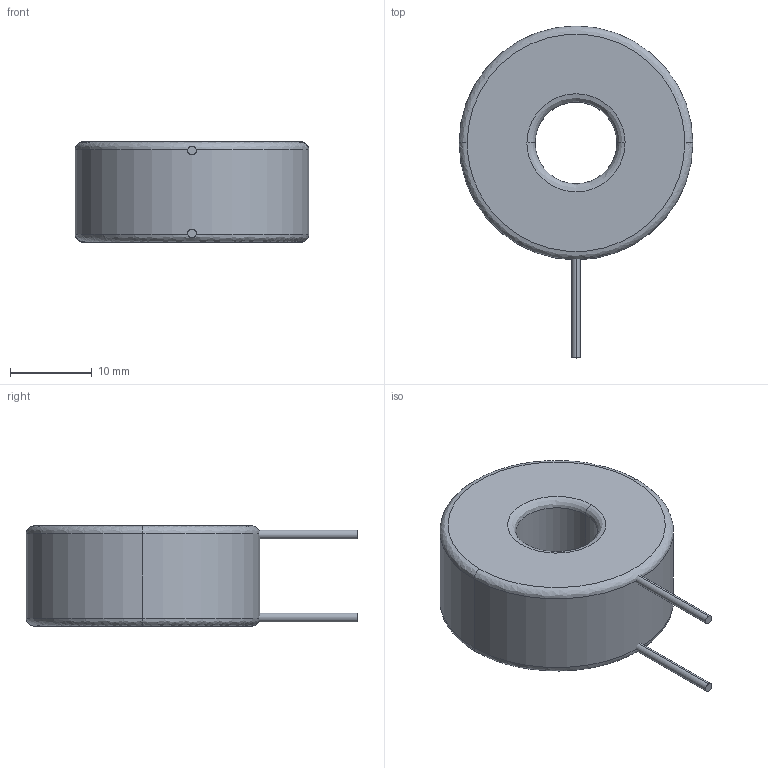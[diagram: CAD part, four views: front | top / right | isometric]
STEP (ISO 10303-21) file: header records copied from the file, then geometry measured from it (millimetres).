
FILE_DESCRIPTION (( 'STEP AP214' ), '1' );
FILE_NAME ('Coilcraft-MA5172-AE.STEP', '2019-02-05T15:43:32', ( '' ), ( '' ), 'SwSTEP 2.0', 'SolidWorks 2019', '' );
FILE_SCHEMA (( 'AUTOMOTIVE_DESIGN' ));
Length unit declared in the file: millimetre
Products named in the file (1): Coilcraft-MA5172-AE
Bounding box: 28.6 x 40.6 x 12.3 mm (x, y, z)
Volume: 6907.7 mm3; surface area: 2606.5 mm2
Topology: 3 solids, 3 shells, 22 faces, 40 edges, 24 vertices
Faces by surface type: cylinder 8, bspline 8, plane 6
Entity records: 1092 total; most frequent: CARTESIAN_POINT 391, DIRECTION 86, ORIENTED_EDGE 80, EDGE_CURVE 40, AXIS2_PLACEMENT_3D 39, UNCERTAINTY_MEASURE_WITH_UNIT 27, FILL_AREA_STYLE 26, PRESENTATION_LAYER_ASSIGNMENT 26
